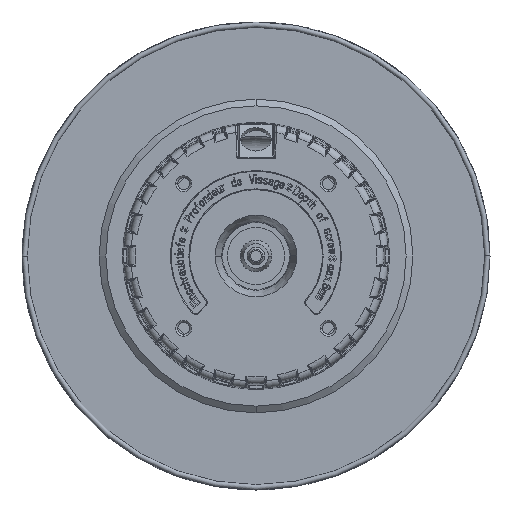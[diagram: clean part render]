
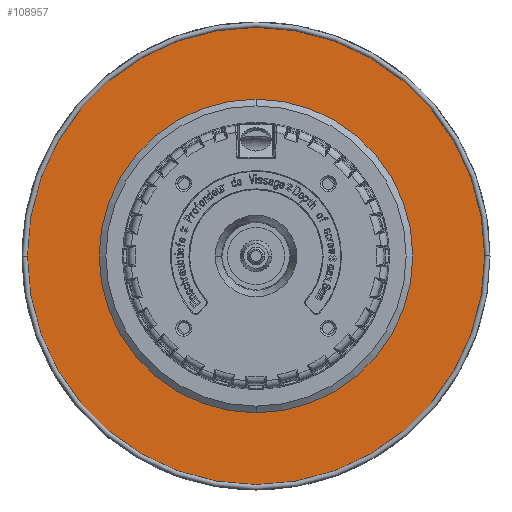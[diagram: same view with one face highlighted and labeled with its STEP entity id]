
A CAD part, front view. The second image highlights one B-rep face of the part: STEP entity #108957.
In plain terms, the highlighted planar face has unit normal (0, -1, 0).
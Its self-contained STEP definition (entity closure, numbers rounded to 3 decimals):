
#107187=CARTESIAN_POINT('',(0.,-1.5,0.));
#107188=DIRECTION('',(0.,1.,0.));
#107189=DIRECTION('',(0.,0.,-1.));
#107190=AXIS2_PLACEMENT_3D('',#107187,#107188,#107189);
#107192=CARTESIAN_POINT('',(0.,-1.5,0.));
#107193=DIRECTION('',(0.,1.,0.));
#107194=DIRECTION('',(0.,0.,1.));
#107195=AXIS2_PLACEMENT_3D('',#107192,#107193,#107194);
#107206=CARTESIAN_POINT('',(0.,-1.5,0.));
#107207=DIRECTION('',(0.,-1.,0.));
#107208=DIRECTION('',(1.,0.,0.));
#107209=AXIS2_PLACEMENT_3D('',#107206,#107207,#107208);
#107230=CARTESIAN_POINT('',(0.,-1.5,0.));
#107231=DIRECTION('',(0.,1.,0.));
#107232=DIRECTION('',(1.,0.,0.));
#107233=AXIS2_PLACEMENT_3D('',#107230,#107231,#107232);
#108274=CARTESIAN_POINT('',(64.75,-1.5,0.));
#108275=CARTESIAN_POINT('',(-64.75,-1.5,0.));
#108276=VERTEX_POINT('',#108274);
#108277=VERTEX_POINT('',#108275);
#108367=CARTESIAN_POINT('',(0.,-1.5,-44.4));
#108368=CARTESIAN_POINT('',(0.,-1.5,44.4));
#108369=VERTEX_POINT('',#108367);
#108370=VERTEX_POINT('',#108368);
#108941=CARTESIAN_POINT('',(0.,-1.5,0.));
#108942=DIRECTION('',(0.,1.,0.));
#108943=DIRECTION('',(1.,0.,0.));
#108944=AXIS2_PLACEMENT_3D('',#108941,#108942,#108943);
#108945=PLANE('',#108944);
#108947=ORIENTED_EDGE('',*,*,#108946,.F.);
#108949=ORIENTED_EDGE('',*,*,#108948,.T.);
#108950=EDGE_LOOP('',(#108947,#108949));
#108951=FACE_OUTER_BOUND('',#108950,.F.);
#108953=ORIENTED_EDGE('',*,*,#108952,.F.);
#108954=ORIENTED_EDGE('',*,*,#108931,.F.);
#108955=EDGE_LOOP('',(#108953,#108954));
#108956=FACE_BOUND('',#108955,.F.);
#107191=CIRCLE('',#107190,44.4);
#107196=CIRCLE('',#107195,44.4);
#107210=CIRCLE('',#107209,64.75);
#107234=CIRCLE('',#107233,64.75);
#108931=EDGE_CURVE('',#108370,#108369,#107196,.T.);
#108946=EDGE_CURVE('',#108276,#108277,#107210,.T.);
#108948=EDGE_CURVE('',#108276,#108277,#107234,.T.);
#108952=EDGE_CURVE('',#108369,#108370,#107191,.T.);
#108957=ADVANCED_FACE('',(#108951,#108956),#108945,.F.);
